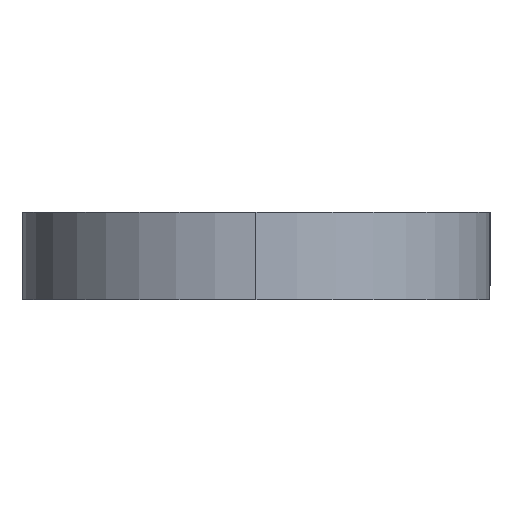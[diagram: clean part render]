
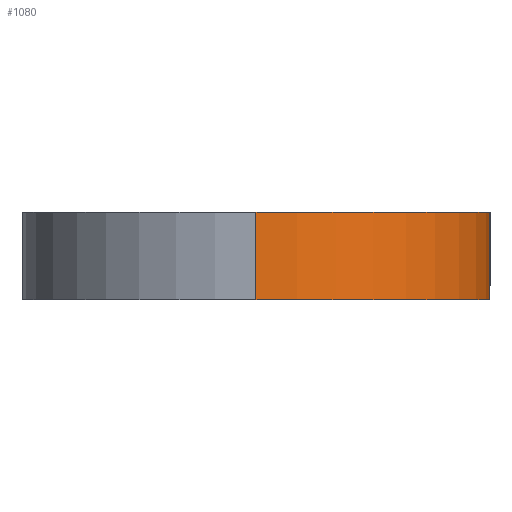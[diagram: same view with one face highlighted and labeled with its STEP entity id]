
A CAD part, left-side view. The second image highlights one B-rep face of the part: STEP entity #1080.
In plain terms, the highlighted cylindrical face has radius 8 mm (diameter 16 mm), a partial arc.
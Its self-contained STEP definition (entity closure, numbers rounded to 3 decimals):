
#406 = DIRECTION ( 'NONE',  ( 1., 0., 0. ) ) ;
#411 = LINE ( 'NONE', #428, #1389 ) ;
#418 = LINE ( 'NONE', #432, #1394 ) ;
#425 = CARTESIAN_POINT ( 'NONE',  ( 0., 0., 0. ) ) ;
#428 = CARTESIAN_POINT ( 'NONE',  ( -8., 0., 3. ) ) ;
#431 = DIRECTION ( 'NONE',  ( 0., 0., -1. ) ) ;
#432 = CARTESIAN_POINT ( 'NONE',  ( 0., -8., 3. ) ) ;
#433 = DIRECTION ( 'NONE',  ( 0., 0., 1. ) ) ;
#449 = CARTESIAN_POINT ( 'NONE',  ( 0., 0., 3. ) ) ;
#453 = DIRECTION ( 'NONE',  ( 0., 0., 1. ) ) ;
#455 = DIRECTION ( 'NONE',  ( 1., 0., 0. ) ) ;
#461 = DIRECTION ( 'NONE',  ( 0., 0., -1. ) ) ;
#710 = ORIENTED_EDGE ( 'NONE', *, *, #1140, .F. ) ;
#718 = ORIENTED_EDGE ( 'NONE', *, *, #1151, .T. ) ;
#732 = ORIENTED_EDGE ( 'NONE', *, *, #1141, .T. ) ;
#738 = ORIENTED_EDGE ( 'NONE', *, *, #1150, .F. ) ;
#756 = CARTESIAN_POINT ( 'NONE',  ( 0., -8., 3. ) ) ;
#821 = CYLINDRICAL_SURFACE ( 'NONE', #1315, 8. ) ;
#824 = FACE_OUTER_BOUND ( 'NONE', #1033, .T. ) ;
#827 = CARTESIAN_POINT ( 'NONE',  ( 0., 0., 3. ) ) ;
#829 = DIRECTION ( 'NONE',  ( 0., 0., -1. ) ) ;
#830 = DIRECTION ( 'NONE',  ( -1., 0., 0. ) ) ;
#841 = CARTESIAN_POINT ( 'NONE',  ( -8., 0., 0. ) ) ;
#848 = CARTESIAN_POINT ( 'NONE',  ( 0., -8., 0. ) ) ;
#910 = VERTEX_POINT ( 'NONE', #994 ) ;
#924 = VERTEX_POINT ( 'NONE', #756 ) ;
#952 = VERTEX_POINT ( 'NONE', #841 ) ;
#966 = VERTEX_POINT ( 'NONE', #848 ) ;
#994 = CARTESIAN_POINT ( 'NONE',  ( -8., 0., 3. ) ) ;
#1033 = EDGE_LOOP ( 'NONE', ( #738, #718, #732, #710 ) ) ;
#1080 = ADVANCED_FACE ( 'NONE', ( #824 ), #821, .T. ) ;
#1140 = EDGE_CURVE ( 'NONE', #924, #966, #418, .T. ) ;
#1141 = EDGE_CURVE ( 'NONE', #952, #966, #1388, .T. ) ;
#1150 = EDGE_CURVE ( 'NONE', #910, #924, #1391, .T. ) ;
#1151 = EDGE_CURVE ( 'NONE', #910, #952, #411, .T. ) ;
#1315 = AXIS2_PLACEMENT_3D ( 'NONE', #827, #829, #830 ) ;
#1388 = CIRCLE ( 'NONE', #1415, 8. ) ;
#1389 = VECTOR ( 'NONE', #461, 1000. ) ;
#1391 = CIRCLE ( 'NONE', #1404, 8. ) ;
#1394 = VECTOR ( 'NONE', #431, 1000. ) ;
#1404 = AXIS2_PLACEMENT_3D ( 'NONE', #449, #453, #455 ) ;
#1415 = AXIS2_PLACEMENT_3D ( 'NONE', #425, #433, #406 ) ;
